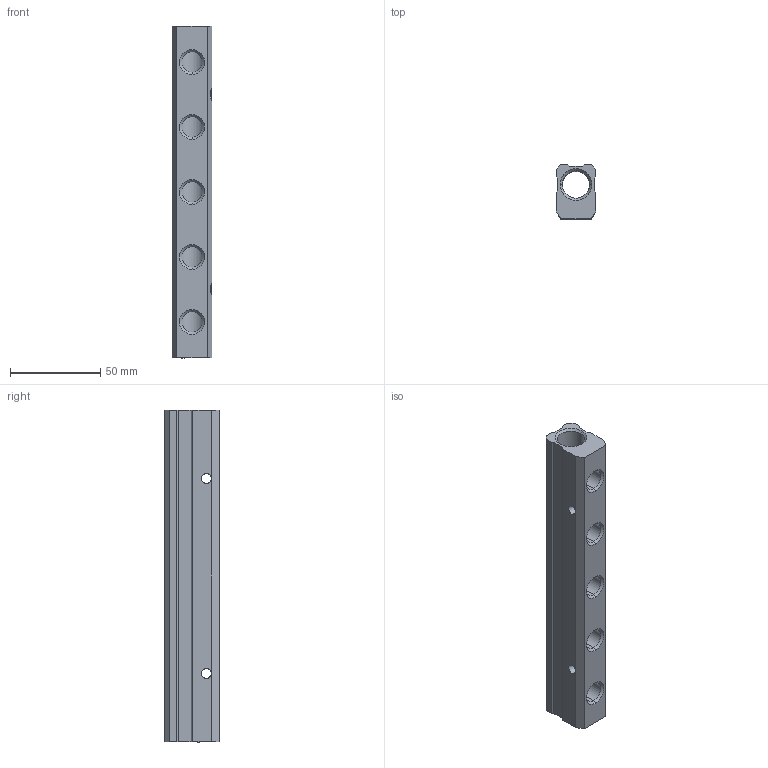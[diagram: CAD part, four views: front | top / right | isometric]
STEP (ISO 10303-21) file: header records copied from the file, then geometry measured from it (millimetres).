
FILE_DESCRIPTION (( 'STEP AP214' ), '1' );
FILE_NAME ('DRF.2F03.5F02.STEP', '2017-12-13T09:52:04', ( '' ), ( '' ), 'SwSTEP 2.0', 'SolidWorks 2018', '' );
FILE_SCHEMA (( 'AUTOMOTIVE_DESIGN' ));
Length unit declared in the file: millimetre
Products named in the file (1): DRF.2F03.5F02
Bounding box: 22 x 30 x 184 mm (x, y, z)
Volume: 73173.5 mm3; surface area: 29768.1 mm2
Topology: 1 solids, 1 shells, 62 faces, 168 edges, 106 vertices
Faces by surface type: cylinder 24, plane 24, cone 14
Entity records: 3726 total; most frequent: CARTESIAN_POINT 2159, ORIENTED_EDGE 336, DIRECTION 255, EDGE_CURVE 168, VERTEX_POINT 106, LINE 97, VECTOR 97, AXIS2_PLACEMENT_3D 79
